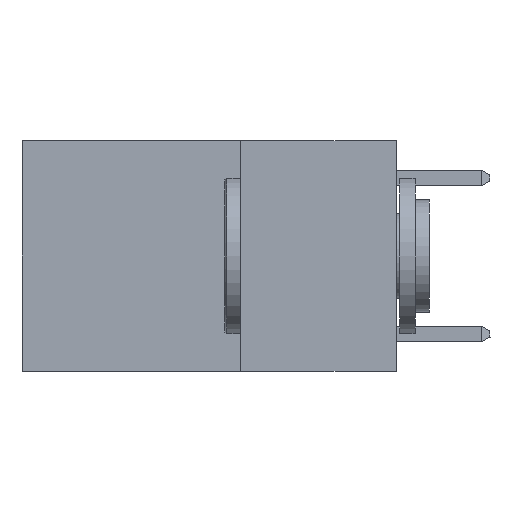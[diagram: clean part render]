
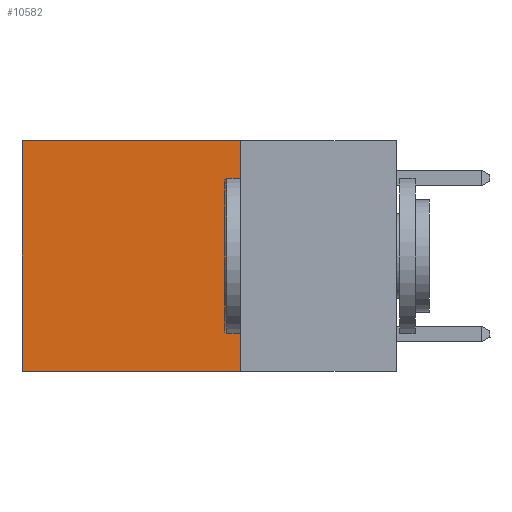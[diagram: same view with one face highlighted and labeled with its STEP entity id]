
A CAD part, left-side view. The second image highlights one B-rep face of the part: STEP entity #10582.
In plain terms, the highlighted planar face has unit normal (-1, 0, 0).
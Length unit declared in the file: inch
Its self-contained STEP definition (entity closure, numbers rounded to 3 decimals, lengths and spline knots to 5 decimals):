
#434 = FACE_OUTER_BOUND ( 'NONE', #6466, .T. ) ;
#665 = EDGE_CURVE ( 'NONE', #9763, #4161, #8606, .T. ) ;
#1153 = DIRECTION ( 'NONE',  ( 0., 0., -1. ) ) ;
#1343 = DIRECTION ( 'NONE',  ( 0., 0., -1. ) ) ;
#1743 = EDGE_CURVE ( 'NONE', #4933, #9763, #12186, .T. ) ;
#3052 = VECTOR ( 'NONE', #10117, 39.37008 ) ;
#3662 = CARTESIAN_POINT ( 'NONE',  ( 0.2625, 0.6, 0. ) ) ;
#4161 = VERTEX_POINT ( 'NONE', #6113 ) ;
#4282 = CARTESIAN_POINT ( 'NONE',  ( 0.2625, 0.25, 0. ) ) ;
#4810 = EDGE_CURVE ( 'NONE', #11480, #4161, #5641, .T. ) ;
#4933 = VERTEX_POINT ( 'NONE', #7603 ) ;
#5162 = LINE ( 'NONE', #4282, #9961 ) ;
#5208 = ORIENTED_EDGE ( 'NONE', *, *, #1743, .F. ) ;
#5261 = DIRECTION ( 'NONE',  ( 0., 1., 0. ) ) ;
#5641 = LINE ( 'NONE', #8299, #3052 ) ;
#5824 = EDGE_CURVE ( 'NONE', #4933, #11480, #5162, .T. ) ;
#5979 = PLANE ( 'NONE',  #6289 ) ;
#6113 = CARTESIAN_POINT ( 'NONE',  ( 0.2625, 0.6, -0.37 ) ) ;
#6289 = AXIS2_PLACEMENT_3D ( 'NONE', #8818, #6976, #1153 ) ;
#6353 = VECTOR ( 'NONE', #10310, 39.37008 ) ;
#6466 = EDGE_LOOP ( 'NONE', ( #11057, #8212, #5208, #8002 ) ) ;
#6680 = CARTESIAN_POINT ( 'NONE',  ( 0.2625, 0.25, -0.37 ) ) ;
#6976 = DIRECTION ( 'NONE',  ( 1., 0., 0. ) ) ;
#7117 = CARTESIAN_POINT ( 'NONE',  ( 0.2625, 0.25, 0. ) ) ;
#7292 = CARTESIAN_POINT ( 'NONE',  ( 0.2625, 0.25, -0.37 ) ) ;
#7603 = CARTESIAN_POINT ( 'NONE',  ( 0.2625, 0.25, 0. ) ) ;
#8002 = ORIENTED_EDGE ( 'NONE', *, *, #5824, .T. ) ;
#8212 = ORIENTED_EDGE ( 'NONE', *, *, #665, .F. ) ;
#8299 = CARTESIAN_POINT ( 'NONE',  ( 0.2625, 0.6, 0. ) ) ;
#8606 = LINE ( 'NONE', #6680, #6353 ) ;
#8818 = CARTESIAN_POINT ( 'NONE',  ( 0.2625, 0.25, 0. ) ) ;
#9763 = VERTEX_POINT ( 'NONE', #7292 ) ;
#9850 = VECTOR ( 'NONE', #1343, 39.37008 ) ;
#9961 = VECTOR ( 'NONE', #5261, 39.37008 ) ;
#10117 = DIRECTION ( 'NONE',  ( 0., 0., -1. ) ) ;
#10310 = DIRECTION ( 'NONE',  ( 0., 1., 0. ) ) ;
#10582 = ADVANCED_FACE ( 'NONE', ( #434 ), #5979, .F. ) ;
#11057 = ORIENTED_EDGE ( 'NONE', *, *, #4810, .T. ) ;
#11480 = VERTEX_POINT ( 'NONE', #3662 ) ;
#12186 = LINE ( 'NONE', #7117, #9850 ) ;
